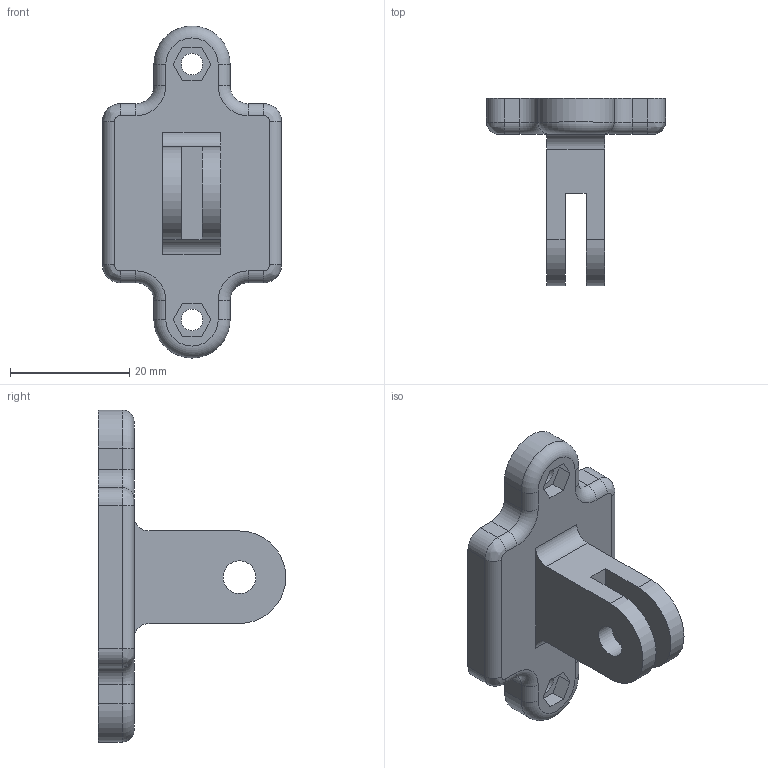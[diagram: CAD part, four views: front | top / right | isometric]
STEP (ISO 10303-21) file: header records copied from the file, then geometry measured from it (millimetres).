
FILE_DESCRIPTION(/* description */ (''),/* implementation_level */ '2;1');
FILE_NAME(/* name */ 'actioncam mount .step',/* time_stamp */ '2020-08-30T23:31:24-07:00',/* author */ (''),/* organization */ (''),/* preprocessor_version */ 'ST-DEVELOPER v18.1',/* originating_system */ 'Autodesk Translation Framework v9.3.0.1241',/* authorisation */ '');
FILE_SCHEMA (('AUTOMOTIVE_DESIGN { 1 0 10303 214 3 1 1 }'));
Length unit declared in the file: millimetre
Products named in the file (1): go pro mount no zip
Bounding box: 30 x 31.4 x 55.6 mm (x, y, z)
Volume: 9521.2 mm3; surface area: 4791.2 mm2
Topology: 1 solids, 1 shells, 71 faces, 178 edges, 112 vertices
Faces by surface type: plane 33, cylinder 28, torus 6, bspline 4
Full cylindrical faces by diameter (mm): 3.6 x2, 5.5 x2
Entity records: 2183 total; most frequent: CARTESIAN_POINT 394, DIRECTION 380, ORIENTED_EDGE 356, EDGE_CURVE 178, AXIS2_PLACEMENT_3D 134, LINE 112, VECTOR 112, VERTEX_POINT 112
